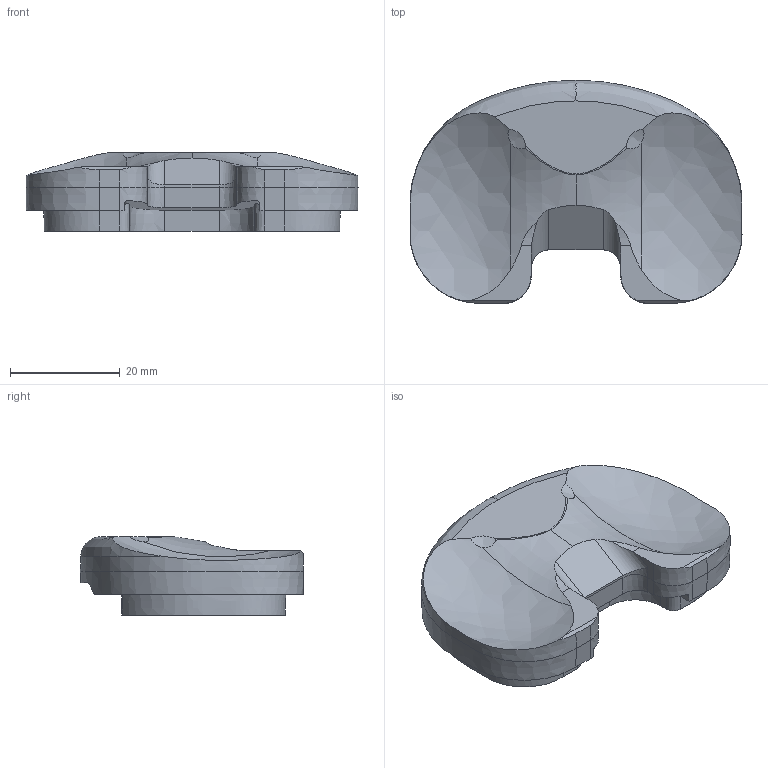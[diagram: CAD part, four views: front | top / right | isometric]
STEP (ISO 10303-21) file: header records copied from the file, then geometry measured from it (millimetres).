
FILE_DESCRIPTION((''),'2;1');
FILE_NAME('CVD-1','2011-05-31T',('Administrator'),(''),'PRO/ENGINEER BY PARAMETRIC TECHNOLOGY CORPORATION, 2001280','PRO/ENGINEER BY PARAMETRIC TECHNOLOGY CORPORATION, 2001280','');
FILE_SCHEMA(('CONFIG_CONTROL_DESIGN'));
Length unit declared in the file: millimetre
Products named in the file (1): CVD-1
Bounding box: 60.47 x 40.64 x 14.3 mm (x, y, z)
Volume: 11434.7 mm3; surface area: 6705.3 mm2
Topology: 1 solids, 1 shells, 97 faces, 271 edges, 176 vertices
Faces by surface type: plane 37, bspline 32, cone 14, cylinder 14
Entity records: 7294 total; most frequent: CARTESIAN_POINT 5141, ORIENTED_EDGE 542, DIRECTION 280, EDGE_CURVE 271, VERTEX_POINT 176, B_SPLINE_CURVE_WITH_KNOTS 145, VECTOR 102, LINE 102
